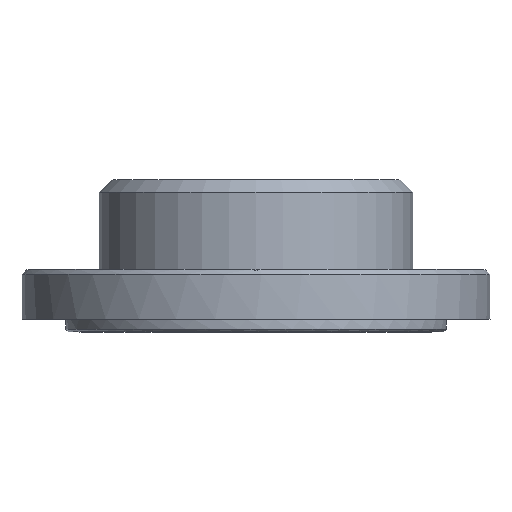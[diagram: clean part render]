
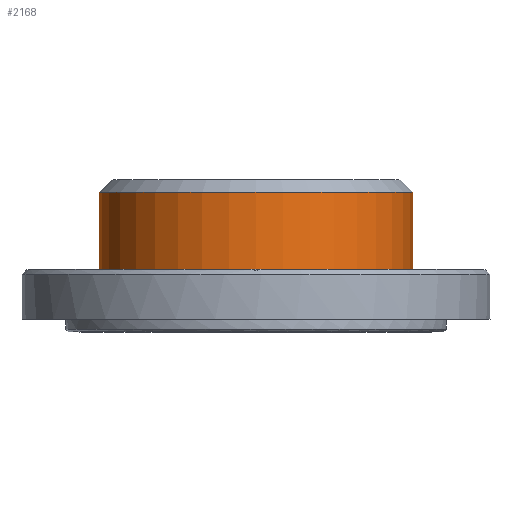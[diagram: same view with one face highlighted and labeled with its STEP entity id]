
A CAD part, top view. The second image highlights one B-rep face of the part: STEP entity #2168.
In plain terms, the highlighted cylindrical face has radius 31.5 mm (diameter 63 mm), a full revolution.
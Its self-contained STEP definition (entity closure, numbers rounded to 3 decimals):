
#255 = PLANE('',#256);
#256 = AXIS2_PLACEMENT_3D('',#257,#258,#259);
#257 = CARTESIAN_POINT('',(0.066,12.5,0.));
#258 = DIRECTION('',(0.,1.,0.));
#259 = DIRECTION('',(-1.,0.,0.));
#579 = EDGE_CURVE('',#580,#580,#582,.T.);
#580 = VERTEX_POINT('',#581);
#581 = CARTESIAN_POINT('',(-31.434,12.5,0.));
#582 = SURFACE_CURVE('',#583,(#588,#595),.PCURVE_S1.);
#583 = CIRCLE('',#584,31.5);
#584 = AXIS2_PLACEMENT_3D('',#585,#586,#587);
#585 = CARTESIAN_POINT('',(0.066,12.5,0.));
#586 = DIRECTION('',(0.,1.,-0.));
#587 = DIRECTION('',(-1.,0.,0.));
#588 = PCURVE('',#255,#589);
#589 = DEFINITIONAL_REPRESENTATION('',(#590),#594);
#590 = CIRCLE('',#591,31.5);
#591 = AXIS2_PLACEMENT_2D('',#592,#593);
#592 = CARTESIAN_POINT('',(0.,0.));
#593 = DIRECTION('',(1.,0.));
#594 = ( GEOMETRIC_REPRESENTATION_CONTEXT(2) 
PARAMETRIC_REPRESENTATION_CONTEXT() REPRESENTATION_CONTEXT('2D SPACE',''
  ) );
#595 = PCURVE('',#596,#601);
#596 = CYLINDRICAL_SURFACE('',#597,31.5);
#597 = AXIS2_PLACEMENT_3D('',#598,#599,#600);
#598 = CARTESIAN_POINT('',(0.066,30.5,0.));
#599 = DIRECTION('',(0.,1.,0.));
#600 = DIRECTION('',(1.,0.,0.));
#601 = DEFINITIONAL_REPRESENTATION('',(#602),#606);
#602 = LINE('',#603,#604);
#603 = CARTESIAN_POINT('',(3.142,-18.));
#604 = VECTOR('',#605,1.);
#605 = DIRECTION('',(1.,0.));
#606 = ( GEOMETRIC_REPRESENTATION_CONTEXT(2) 
PARAMETRIC_REPRESENTATION_CONTEXT() REPRESENTATION_CONTEXT('2D SPACE',''
  ) );
#1056 = EDGE_CURVE('',#1057,#1057,#1059,.T.);
#1057 = VERTEX_POINT('',#1058);
#1058 = CARTESIAN_POINT('',(-31.434,28.,0.));
#1059 = SURFACE_CURVE('',#1060,(#1065,#1077),.PCURVE_S1.);
#1060 = CIRCLE('',#1061,31.5);
#1061 = AXIS2_PLACEMENT_3D('',#1062,#1063,#1064);
#1062 = CARTESIAN_POINT('',(0.066,28.,0.));
#1063 = DIRECTION('',(0.,-1.,0.));
#1064 = DIRECTION('',(-1.,0.,0.));
#1065 = PCURVE('',#1066,#1071);
#1066 = CONICAL_SURFACE('',#1067,29.,0.785);
#1067 = AXIS2_PLACEMENT_3D('',#1068,#1069,#1070);
#1068 = CARTESIAN_POINT('',(0.066,30.5,0.));
#1069 = DIRECTION('',(0.,-1.,0.));
#1070 = DIRECTION('',(1.,0.,0.));
#1071 = DEFINITIONAL_REPRESENTATION('',(#1072),#1076);
#1072 = LINE('',#1073,#1074);
#1073 = CARTESIAN_POINT('',(3.142,2.5));
#1074 = VECTOR('',#1075,1.);
#1075 = DIRECTION('',(1.,0.));
#1076 = ( GEOMETRIC_REPRESENTATION_CONTEXT(2) 
PARAMETRIC_REPRESENTATION_CONTEXT() REPRESENTATION_CONTEXT('2D SPACE',''
  ) );
#1077 = PCURVE('',#596,#1078);
#1078 = DEFINITIONAL_REPRESENTATION('',(#1079),#1083);
#1079 = LINE('',#1080,#1081);
#1080 = CARTESIAN_POINT('',(9.425,-2.5));
#1081 = VECTOR('',#1082,1.);
#1082 = DIRECTION('',(-1.,0.));
#1083 = ( GEOMETRIC_REPRESENTATION_CONTEXT(2) 
PARAMETRIC_REPRESENTATION_CONTEXT() REPRESENTATION_CONTEXT('2D SPACE',''
  ) );
#2168 = ADVANCED_FACE('',(#2169),#596,.T.);
#2169 = FACE_BOUND('',#2170,.T.);
#2170 = EDGE_LOOP('',(#2171,#2172,#2192,#2193));
#2171 = ORIENTED_EDGE('',*,*,#579,.T.);
#2172 = ORIENTED_EDGE('',*,*,#2173,.T.);
#2173 = EDGE_CURVE('',#580,#1057,#2174,.T.);
#2174 = SEAM_CURVE('',#2175,(#2178,#2185),.PCURVE_S1.);
#2175 = B_SPLINE_CURVE_WITH_KNOTS('',1,(#2176,#2177),.UNSPECIFIED.,.F.,
  .F.,(2,2),(-18.,-2.5),.PIECEWISE_BEZIER_KNOTS.);
#2176 = CARTESIAN_POINT('',(-31.434,12.5,0.));
#2177 = CARTESIAN_POINT('',(-31.434,28.,0.));
#2178 = PCURVE('',#596,#2179);
#2179 = DEFINITIONAL_REPRESENTATION('',(#2180),#2184);
#2180 = LINE('',#2181,#2182);
#2181 = CARTESIAN_POINT('',(9.425,0.));
#2182 = VECTOR('',#2183,1.);
#2183 = DIRECTION('',(0.,1.));
#2184 = ( GEOMETRIC_REPRESENTATION_CONTEXT(2) 
PARAMETRIC_REPRESENTATION_CONTEXT() REPRESENTATION_CONTEXT('2D SPACE',''
  ) );
#2185 = PCURVE('',#596,#2186);
#2186 = DEFINITIONAL_REPRESENTATION('',(#2187),#2191);
#2187 = LINE('',#2188,#2189);
#2188 = CARTESIAN_POINT('',(3.142,0.));
#2189 = VECTOR('',#2190,1.);
#2190 = DIRECTION('',(0.,1.));
#2191 = ( GEOMETRIC_REPRESENTATION_CONTEXT(2) 
PARAMETRIC_REPRESENTATION_CONTEXT() REPRESENTATION_CONTEXT('2D SPACE',''
  ) );
#2192 = ORIENTED_EDGE('',*,*,#1056,.T.);
#2193 = ORIENTED_EDGE('',*,*,#2173,.F.);
